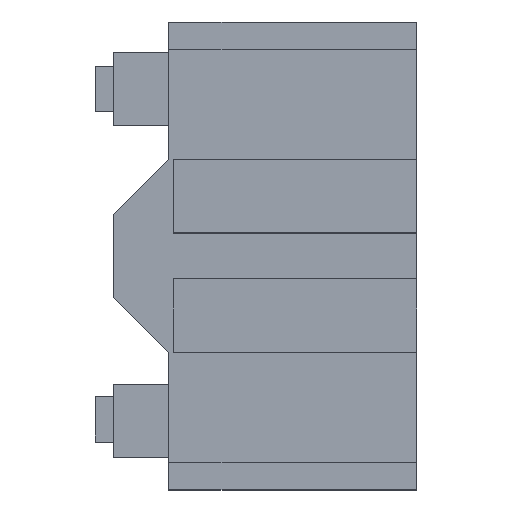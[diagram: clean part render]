
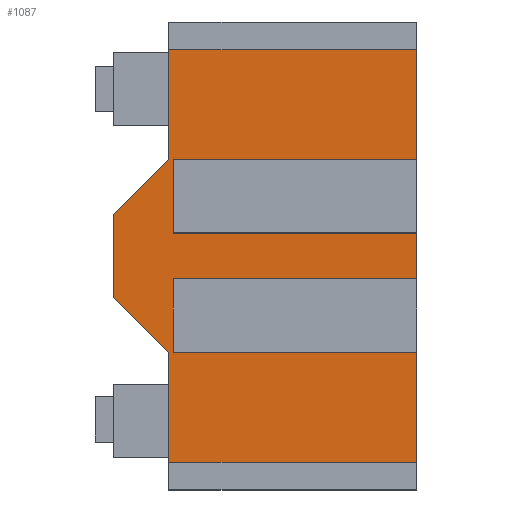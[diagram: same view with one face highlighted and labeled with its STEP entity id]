
A CAD part, top view. The second image highlights one B-rep face of the part: STEP entity #1087.
In plain terms, the highlighted planar face has unit normal (0, 0, 1).
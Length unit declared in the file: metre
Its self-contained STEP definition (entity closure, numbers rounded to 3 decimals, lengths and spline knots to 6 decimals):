
#47=ORIENTED_EDGE('',*,*,#341,.F.);
#48=ORIENTED_EDGE('',*,*,#349,.T.);
#49=ORIENTED_EDGE('',*,*,#350,.T.);
#50=ORIENTED_EDGE('',*,*,#351,.F.);
#51=ORIENTED_EDGE('',*,*,#352,.T.);
#52=ORIENTED_EDGE('',*,*,#353,.F.);
#53=ORIENTED_EDGE('',*,*,#354,.T.);
#54=ORIENTED_EDGE('',*,*,#355,.T.);
#55=ORIENTED_EDGE('',*,*,#356,.F.);
#56=ORIENTED_EDGE('',*,*,#357,.F.);
#57=ORIENTED_EDGE('',*,*,#358,.F.);
#58=ORIENTED_EDGE('',*,*,#359,.T.);
#59=ORIENTED_EDGE('',*,*,#344,.T.);
#60=ORIENTED_EDGE('',*,*,#360,.T.);
#61=ORIENTED_EDGE('',*,*,#361,.T.);
#62=ORIENTED_EDGE('',*,*,#362,.T.);
#63=ORIENTED_EDGE('',*,*,#363,.T.);
#64=ORIENTED_EDGE('',*,*,#364,.T.);
#65=ORIENTED_EDGE('',*,*,#365,.F.);
#66=ORIENTED_EDGE('',*,*,#366,.F.);
#341=EDGE_CURVE('',#492,#487,#592,.T.);
#344=EDGE_CURVE('',#496,#495,#595,.T.);
#349=EDGE_CURVE('',#492,#500,#599,.T.);
#350=EDGE_CURVE('',#500,#501,#600,.T.);
#351=EDGE_CURVE('',#502,#501,#601,.T.);
#352=EDGE_CURVE('',#502,#503,#602,.T.);
#353=EDGE_CURVE('',#504,#503,#603,.T.);
#354=EDGE_CURVE('',#504,#505,#604,.T.);
#355=EDGE_CURVE('',#505,#506,#605,.T.);
#356=EDGE_CURVE('',#507,#506,#606,.T.);
#357=EDGE_CURVE('',#508,#507,#607,.T.);
#358=EDGE_CURVE('',#509,#508,#608,.T.);
#359=EDGE_CURVE('',#509,#496,#609,.T.);
#360=EDGE_CURVE('',#495,#510,#610,.T.);
#361=EDGE_CURVE('',#510,#511,#611,.T.);
#362=EDGE_CURVE('',#511,#512,#612,.T.);
#363=EDGE_CURVE('',#512,#513,#613,.T.);
#364=EDGE_CURVE('',#513,#514,#614,.T.);
#365=EDGE_CURVE('',#515,#514,#615,.T.);
#366=EDGE_CURVE('',#487,#515,#616,.T.);
#487=VERTEX_POINT('',#1759);
#492=VERTEX_POINT('',#1772);
#495=VERTEX_POINT('',#1779);
#496=VERTEX_POINT('',#1781);
#500=VERTEX_POINT('',#1794);
#501=VERTEX_POINT('',#1796);
#502=VERTEX_POINT('',#1798);
#503=VERTEX_POINT('',#1800);
#504=VERTEX_POINT('',#1802);
#505=VERTEX_POINT('',#1804);
#506=VERTEX_POINT('',#1806);
#507=VERTEX_POINT('',#1808);
#508=VERTEX_POINT('',#1810);
#509=VERTEX_POINT('',#1812);
#510=VERTEX_POINT('',#1815);
#511=VERTEX_POINT('',#1817);
#512=VERTEX_POINT('',#1819);
#513=VERTEX_POINT('',#1821);
#514=VERTEX_POINT('',#1823);
#515=VERTEX_POINT('',#1825);
#592=LINE('',#1773,#735);
#595=LINE('',#1780,#738);
#599=LINE('',#1793,#742);
#600=LINE('',#1795,#743);
#601=LINE('',#1797,#744);
#602=LINE('',#1799,#745);
#603=LINE('',#1801,#746);
#604=LINE('',#1803,#747);
#605=LINE('',#1805,#748);
#606=LINE('',#1807,#749);
#607=LINE('',#1809,#750);
#608=LINE('',#1811,#751);
#609=LINE('',#1813,#752);
#610=LINE('',#1814,#753);
#611=LINE('',#1816,#754);
#612=LINE('',#1818,#755);
#613=LINE('',#1820,#756);
#614=LINE('',#1822,#757);
#615=LINE('',#1824,#758);
#616=LINE('',#1826,#759);
#735=VECTOR('',#1490,1.);
#738=VECTOR('',#1495,1.);
#742=VECTOR('',#1501,1.);
#743=VECTOR('',#1502,1.);
#744=VECTOR('',#1503,1.);
#745=VECTOR('',#1504,1.);
#746=VECTOR('',#1505,1.);
#747=VECTOR('',#1506,1.);
#748=VECTOR('',#1507,1.);
#749=VECTOR('',#1508,1.);
#750=VECTOR('',#1509,1.);
#751=VECTOR('',#1510,1.);
#752=VECTOR('',#1511,1.);
#753=VECTOR('',#1512,1.);
#754=VECTOR('',#1513,1.);
#755=VECTOR('',#1514,1.);
#756=VECTOR('',#1515,1.);
#757=VECTOR('',#1516,1.);
#758=VECTOR('',#1517,1.);
#759=VECTOR('',#1518,1.);
#869=EDGE_LOOP('',(#47,#48,#49,#50,#51,#52,#53,#54,#55,#56,#57,#58,#59,
#60,#61,#62,#63,#64,#65,#66));
#930=FACE_BOUND('',#869,.T.);
#991=PLANE('',#1413);
#1087=ADVANCED_FACE('',(#930),#991,.T.);
#1413=AXIS2_PLACEMENT_3D('',#1792,#1499,#1500);
#1490=DIRECTION('',(0.,1.,0.));
#1495=DIRECTION('',(0.,-1.,0.));
#1499=DIRECTION('',(0.,0.,1.));
#1500=DIRECTION('',(1.,0.,0.));
#1501=DIRECTION('',(1.,0.,0.));
#1502=DIRECTION('',(0.,1.,0.));
#1503=DIRECTION('',(1.,0.,0.));
#1504=DIRECTION('',(0.,1.,0.));
#1505=DIRECTION('',(-1.,0.,0.));
#1506=DIRECTION('',(0.,1.,0.));
#1507=DIRECTION('',(-1.,0.,0.));
#1508=DIRECTION('',(0.,-1.,0.));
#1509=DIRECTION('',(-1.,0.,0.));
#1510=DIRECTION('',(0.,-1.,0.));
#1511=DIRECTION('',(-1.,0.,0.));
#1512=DIRECTION('',(0.,-1.,0.));
#1513=DIRECTION('',(0.,-1.,0.));
#1514=DIRECTION('',(-0.707,-0.707,0.));
#1515=DIRECTION('',(0.,-1.,0.));
#1516=DIRECTION('',(0.707,-0.707,0.));
#1517=DIRECTION('',(0.,1.,0.));
#1518=DIRECTION('',(0.,1.,0.));
#1759=CARTESIAN_POINT('',(-0.5334,-1.1176,0.3048));
#1772=CARTESIAN_POINT('',(-0.5334,-1.143,0.3048));
#1773=CARTESIAN_POINT('',(-0.5334,-1.2954,0.3048));
#1779=CARTESIAN_POINT('',(-0.5334,1.128341,0.3048));
#1780=CARTESIAN_POINT('',(-0.5334,1.2954,0.3048));
#1781=CARTESIAN_POINT('',(-0.5334,1.143,0.3048));
#1792=CARTESIAN_POINT('',(0.,0.,0.3048));
#1793=CARTESIAN_POINT('',(0.1524,-1.143,0.3048));
#1794=CARTESIAN_POINT('',(0.8382,-1.143,0.3048));
#1795=CARTESIAN_POINT('',(0.8382,-1.2954,0.3048));
#1796=CARTESIAN_POINT('',(0.8382,-0.5334,0.3048));
#1797=CARTESIAN_POINT('',(0.1651,-0.5334,0.3048));
#1798=CARTESIAN_POINT('',(-0.508,-0.5334,0.3048));
#1799=CARTESIAN_POINT('',(-0.508,-0.3302,0.3048));
#1800=CARTESIAN_POINT('',(-0.508,-0.127,0.3048));
#1801=CARTESIAN_POINT('',(0.1651,-0.127,0.3048));
#1802=CARTESIAN_POINT('',(0.8382,-0.127,0.3048));
#1803=CARTESIAN_POINT('',(0.8382,-0.5334,0.3048));
#1804=CARTESIAN_POINT('',(0.8382,0.127,0.3048));
#1805=CARTESIAN_POINT('',(0.1651,0.127,0.3048));
#1806=CARTESIAN_POINT('',(-0.508,0.127,0.3048));
#1807=CARTESIAN_POINT('',(-0.508,0.3302,0.3048));
#1808=CARTESIAN_POINT('',(-0.508,0.5334,0.3048));
#1809=CARTESIAN_POINT('',(0.8382,0.5334,0.3048));
#1810=CARTESIAN_POINT('',(0.8382,0.5334,0.3048));
#1811=CARTESIAN_POINT('',(0.8382,1.2954,0.3048));
#1812=CARTESIAN_POINT('',(0.8382,1.143,0.3048));
#1813=CARTESIAN_POINT('',(0.1524,1.143,0.3048));
#1814=CARTESIAN_POINT('',(-0.5334,1.2954,0.3048));
#1815=CARTESIAN_POINT('',(-0.5334,0.721941,0.3048));
#1816=CARTESIAN_POINT('',(-0.5334,1.2954,0.3048));
#1817=CARTESIAN_POINT('',(-0.5334,0.5334,0.3048));
#1818=CARTESIAN_POINT('',(-0.5334,0.5334,0.3048));
#1819=CARTESIAN_POINT('',(-0.8382,0.2286,0.3048));
#1820=CARTESIAN_POINT('',(-0.8382,0.2286,0.3048));
#1821=CARTESIAN_POINT('',(-0.8382,-0.2286,0.3048));
#1822=CARTESIAN_POINT('',(-0.8382,-0.2286,0.3048));
#1823=CARTESIAN_POINT('',(-0.5334,-0.5334,0.3048));
#1824=CARTESIAN_POINT('',(-0.5334,-1.2954,0.3048));
#1825=CARTESIAN_POINT('',(-0.5334,-0.7112,0.3048));
#1826=CARTESIAN_POINT('',(-0.5334,-1.2954,0.3048));
